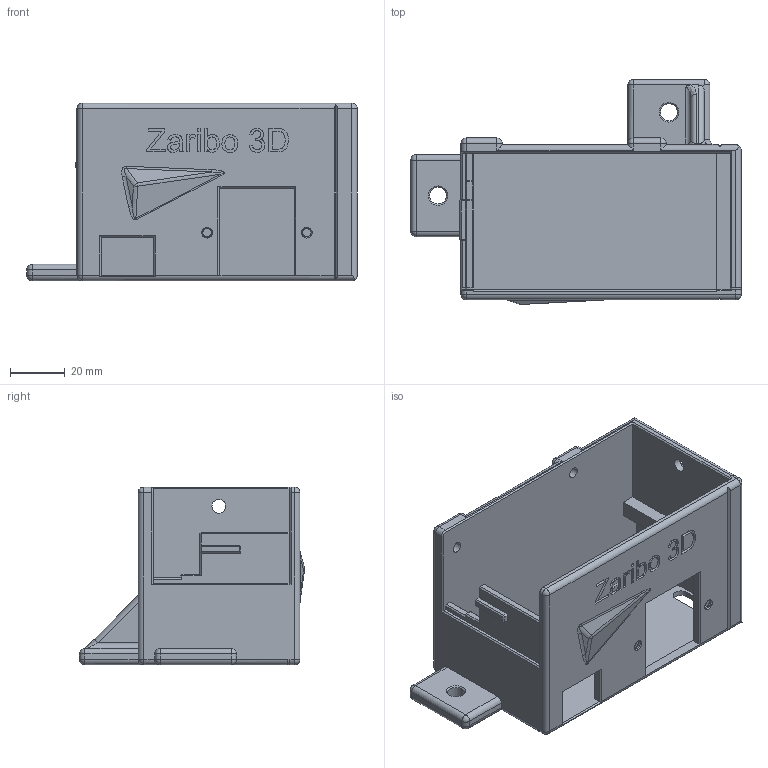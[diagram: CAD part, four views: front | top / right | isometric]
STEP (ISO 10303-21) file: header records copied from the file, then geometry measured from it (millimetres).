
FILE_DESCRIPTION(/* description */ (''),/* implementation_level */ '2;1');
FILE_NAME(/* name */ 'PSU-Housing-1x-2.0.step',/* time_stamp */ '2018-03-03T21:00:19+01:00',/* author */ ('wolfgang.schadow'),/* organization */ (''),/* preprocessor_version */ 'ST-DEVELOPER v16.13',/* originating_system */ 'Autodesk Translation Framework v6.5.0.72',/* authorisation */ '');
FILE_SCHEMA (('AUTOMOTIVE_DESIGN { 1 0 10303 214 3 1 1 }'));
Length unit declared in the file: millimetre
Products named in the file (1): PSU-Housing-1x-2.0
Bounding box: 121 x 82.38 x 65 mm (x, y, z)
Volume: 83155.2 mm3; surface area: 50783.9 mm2
Topology: 1 solids, 1 shells, 453 faces, 1133 edges, 694 vertices
Faces by surface type: plane 225, bspline 125, cylinder 71, sphere 19, cone 12, torus 1
Full cylindrical faces by diameter (mm): 3.1 x2, 4 x2, 5 x1, 6.1 x1, 6.2 x1
Entity records: 14610 total; most frequent: CARTESIAN_POINT 4539, ORIENTED_EDGE 2266, DIRECTION 1703, EDGE_CURVE 1133, LINE 741, VECTOR 741, VERTEX_POINT 694, EDGE_LOOP 485
